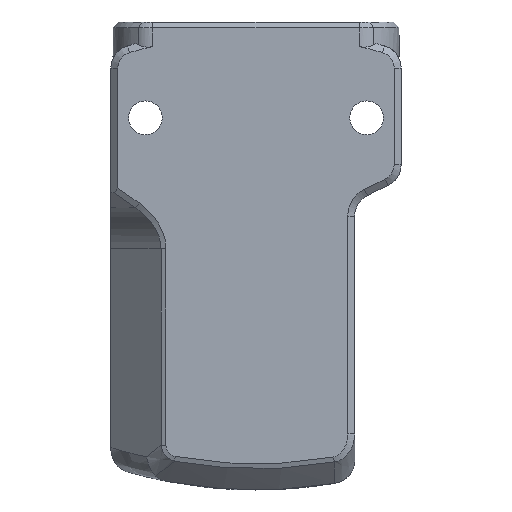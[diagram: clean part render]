
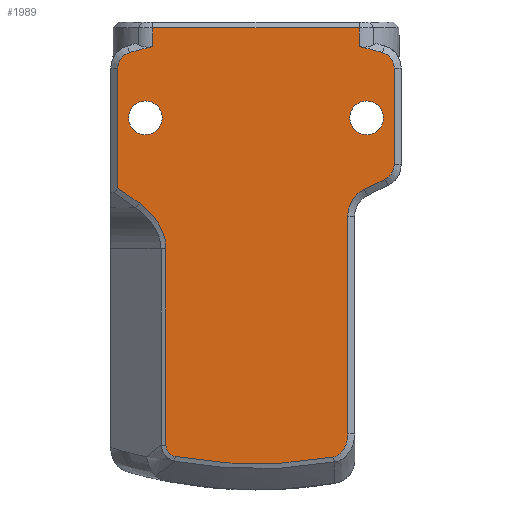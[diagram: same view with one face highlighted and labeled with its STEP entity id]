
A CAD part, front view. The second image highlights one B-rep face of the part: STEP entity #1989.
In plain terms, the highlighted planar face has unit normal (0, -1, 0).
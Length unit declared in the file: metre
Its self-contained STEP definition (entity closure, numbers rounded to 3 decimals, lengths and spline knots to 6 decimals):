
#67=B_SPLINE_CURVE_WITH_KNOTS('',3,(#3101,#3102,#3103,#3104),
 .UNSPECIFIED.,.F.,.F.,(4,4),(0.,1.),.UNSPECIFIED.);
#68=B_SPLINE_CURVE_WITH_KNOTS('',3,(#3108,#3109,#3110,#3111),
 .UNSPECIFIED.,.F.,.F.,(4,4),(0.,1.),.UNSPECIFIED.);
#69=B_SPLINE_CURVE_WITH_KNOTS('',3,(#3115,#3116,#3117,#3118,#3119,#3120),
 .UNSPECIFIED.,.F.,.F.,(4,1,1,4),(0.,0.25,0.5,1.),.UNSPECIFIED.);
#117=CIRCLE('',#2105,0.039463);
#135=CIRCLE('',#2140,0.0014);
#136=CIRCLE('',#2141,0.037814);
#137=CIRCLE('',#2142,0.0026);
#138=CIRCLE('',#2143,0.0014);
#139=CIRCLE('',#2144,0.0014);
#140=CIRCLE('',#2145,0.039463);
#141=CIRCLE('',#2146,0.00145);
#142=CIRCLE('',#2147,0.00145);
#294=ORIENTED_EDGE('',*,*,#871,.T.);
#295=ORIENTED_EDGE('',*,*,#872,.T.);
#296=ORIENTED_EDGE('',*,*,#873,.T.);
#297=ORIENTED_EDGE('',*,*,#782,.T.);
#298=ORIENTED_EDGE('',*,*,#874,.T.);
#299=ORIENTED_EDGE('',*,*,#875,.T.);
#300=ORIENTED_EDGE('',*,*,#876,.T.);
#301=ORIENTED_EDGE('',*,*,#877,.T.);
#302=ORIENTED_EDGE('',*,*,#878,.T.);
#303=ORIENTED_EDGE('',*,*,#879,.T.);
#304=ORIENTED_EDGE('',*,*,#880,.T.);
#305=ORIENTED_EDGE('',*,*,#881,.T.);
#306=ORIENTED_EDGE('',*,*,#882,.T.);
#307=ORIENTED_EDGE('',*,*,#883,.T.);
#308=ORIENTED_EDGE('',*,*,#884,.T.);
#309=ORIENTED_EDGE('',*,*,#885,.T.);
#310=ORIENTED_EDGE('',*,*,#886,.T.);
#311=ORIENTED_EDGE('',*,*,#887,.T.);
#312=ORIENTED_EDGE('',*,*,#888,.T.);
#313=ORIENTED_EDGE('',*,*,#889,.F.);
#314=ORIENTED_EDGE('',*,*,#890,.F.);
#782=EDGE_CURVE('',#1078,#1077,#117,.T.);
#871=EDGE_CURVE('',#1152,#1153,#1324,.F.);
#872=EDGE_CURVE('',#1153,#1154,#1325,.T.);
#873=EDGE_CURVE('',#1154,#1078,#1326,.T.);
#874=EDGE_CURVE('',#1077,#1155,#135,.T.);
#875=EDGE_CURVE('',#1155,#1156,#1327,.T.);
#876=EDGE_CURVE('',#1156,#1157,#1328,.T.);
#877=EDGE_CURVE('',#1157,#1158,#67,.T.);
#878=EDGE_CURVE('',#1158,#1159,#1329,.T.);
#879=EDGE_CURVE('',#1159,#1160,#68,.T.);
#880=EDGE_CURVE('',#1160,#1161,#136,.T.);
#881=EDGE_CURVE('',#1161,#1162,#69,.T.);
#882=EDGE_CURVE('',#1162,#1163,#1330,.T.);
#883=EDGE_CURVE('',#1163,#1164,#137,.F.);
#884=EDGE_CURVE('',#1164,#1165,#1331,.T.);
#885=EDGE_CURVE('',#1165,#1166,#138,.T.);
#886=EDGE_CURVE('',#1166,#1167,#1332,.T.);
#887=EDGE_CURVE('',#1167,#1168,#139,.T.);
#888=EDGE_CURVE('',#1168,#1152,#140,.T.);
#889=EDGE_CURVE('',#1169,#1169,#141,.T.);
#890=EDGE_CURVE('',#1170,#1170,#142,.T.);
#1077=VERTEX_POINT('',#2852);
#1078=VERTEX_POINT('',#2854);
#1152=VERTEX_POINT('',#3090);
#1153=VERTEX_POINT('',#3091);
#1154=VERTEX_POINT('',#3093);
#1155=VERTEX_POINT('',#3096);
#1156=VERTEX_POINT('',#3098);
#1157=VERTEX_POINT('',#3100);
#1158=VERTEX_POINT('',#3105);
#1159=VERTEX_POINT('',#3107);
#1160=VERTEX_POINT('',#3112);
#1161=VERTEX_POINT('',#3114);
#1162=VERTEX_POINT('',#3121);
#1163=VERTEX_POINT('',#3123);
#1164=VERTEX_POINT('',#3125);
#1165=VERTEX_POINT('',#3127);
#1166=VERTEX_POINT('',#3129);
#1167=VERTEX_POINT('',#3131);
#1168=VERTEX_POINT('',#3133);
#1169=VERTEX_POINT('',#3136);
#1170=VERTEX_POINT('',#3138);
#1324=LINE('',#3089,#1513);
#1325=LINE('',#3092,#1514);
#1326=LINE('',#3094,#1515);
#1327=LINE('',#3097,#1516);
#1328=LINE('',#3099,#1517);
#1329=LINE('',#3106,#1518);
#1330=LINE('',#3122,#1519);
#1331=LINE('',#3126,#1520);
#1332=LINE('',#3130,#1521);
#1513=VECTOR('',#2421,1.);
#1514=VECTOR('',#2422,1.);
#1515=VECTOR('',#2423,1.);
#1516=VECTOR('',#2426,1.);
#1517=VECTOR('',#2427,1.);
#1518=VECTOR('',#2428,1.);
#1519=VECTOR('',#2431,1.);
#1520=VECTOR('',#2434,1.);
#1521=VECTOR('',#2437,1.);
#1660=EDGE_LOOP('',(#294,#295,#296,#297,#298,#299,#300,#301,#302,#303,#304,
#305,#306,#307,#308,#309,#310,#311,#312));
#1661=EDGE_LOOP('',(#313));
#1662=EDGE_LOOP('',(#314));
#1793=FACE_BOUND('',#1660,.T.);
#1794=FACE_BOUND('',#1661,.T.);
#1795=FACE_BOUND('',#1662,.T.);
#1917=PLANE('',#2139);
#1989=ADVANCED_FACE('',(#1793,#1794,#1795),#1917,.T.);
#2105=AXIS2_PLACEMENT_3D('',#2853,#2295,#2296);
#2139=AXIS2_PLACEMENT_3D('',#3088,#2419,#2420);
#2140=AXIS2_PLACEMENT_3D('',#3095,#2424,#2425);
#2141=AXIS2_PLACEMENT_3D('',#3113,#2429,#2430);
#2142=AXIS2_PLACEMENT_3D('',#3124,#2432,#2433);
#2143=AXIS2_PLACEMENT_3D('',#3128,#2435,#2436);
#2144=AXIS2_PLACEMENT_3D('',#3132,#2438,#2439);
#2145=AXIS2_PLACEMENT_3D('',#3134,#2440,#2441);
#2146=AXIS2_PLACEMENT_3D('',#3135,#2442,#2443);
#2147=AXIS2_PLACEMENT_3D('',#3137,#2444,#2445);
#2295=DIRECTION('',(0.,-1.,0.));
#2296=DIRECTION('',(0.,0.,-1.));
#2419=DIRECTION('',(0.,-1.,0.));
#2420=DIRECTION('',(0.,0.,-1.));
#2421=DIRECTION('',(0.,0.,-1.));
#2422=DIRECTION('',(-1.,0.,0.));
#2423=DIRECTION('',(0.,0.,-1.));
#2424=DIRECTION('',(0.,-1.,0.));
#2425=DIRECTION('',(0.,0.,-1.));
#2426=DIRECTION('',(0.,0.,-1.));
#2427=DIRECTION('',(0.816,0.,-0.577));
#2428=DIRECTION('',(0.,0.,-1.));
#2429=DIRECTION('',(0.,-1.,0.));
#2430=DIRECTION('',(0.,0.,-1.));
#2431=DIRECTION('',(0.,0.,1.));
#2432=DIRECTION('',(0.,-1.,0.));
#2433=DIRECTION('',(0.,0.,-1.));
#2434=DIRECTION('',(0.894,0.,0.447));
#2435=DIRECTION('',(0.,-1.,0.));
#2436=DIRECTION('',(0.,0.,-1.));
#2437=DIRECTION('',(0.,0.,1.));
#2438=DIRECTION('',(0.,-1.,0.));
#2439=DIRECTION('',(0.,0.,-1.));
#2440=DIRECTION('',(0.,-1.,0.));
#2441=DIRECTION('',(0.,0.,-1.));
#2442=DIRECTION('',(0.,-1.,0.));
#2443=DIRECTION('',(0.,0.,-1.));
#2444=DIRECTION('',(0.,-1.,0.));
#2445=DIRECTION('',(0.,0.,-1.));
#2852=CARTESIAN_POINT('',(-0.010886,-0.02,0.033669));
#2853=CARTESIAN_POINT('',(0.,-0.02,-0.004263));
#2854=CARTESIAN_POINT('',(-0.008882,-0.02,0.034187));
#3088=CARTESIAN_POINT('',(-0.0016,-0.02,0.022802));
#3089=CARTESIAN_POINT('',(0.008882,-0.02,0.022802));
#3090=CARTESIAN_POINT('',(0.008882,-0.02,0.034187));
#3091=CARTESIAN_POINT('',(0.008882,-0.02,0.0358));
#3092=CARTESIAN_POINT('',(-0.0016,-0.02,0.0358));
#3093=CARTESIAN_POINT('',(-0.008882,-0.02,0.0358));
#3094=CARTESIAN_POINT('',(-0.008882,-0.02,0.022802));
#3095=CARTESIAN_POINT('',(-0.0105,-0.02,0.032323));
#3096=CARTESIAN_POINT('',(-0.0119,-0.02,0.032323));
#3097=CARTESIAN_POINT('',(-0.0119,-0.02,0.02201));
#3098=CARTESIAN_POINT('',(-0.0119,-0.02,0.02201));
#3099=CARTESIAN_POINT('',(-0.009871,-0.02,0.020576));
#3100=CARTESIAN_POINT('',(-0.010071,-0.02,0.020717));
#3101=CARTESIAN_POINT('',(-0.010071,-0.02,0.020717));
#3102=CARTESIAN_POINT('',(-0.008597,-0.02,0.019684));
#3103=CARTESIAN_POINT('',(-0.007743,-0.02,0.018226));
#3104=CARTESIAN_POINT('',(-0.007751,-0.02,0.016757));
#3105=CARTESIAN_POINT('',(-0.007751,-0.02,0.016757));
#3106=CARTESIAN_POINT('',(-0.007751,-0.02,0.000011));
#3107=CARTESIAN_POINT('',(-0.007751,-0.02,-0.000135));
#3108=CARTESIAN_POINT('',(-0.007751,-0.02,-0.000135));
#3109=CARTESIAN_POINT('',(-0.007754,-0.02,-0.000645));
#3110=CARTESIAN_POINT('',(-0.007452,-0.02,-0.001016));
#3111=CARTESIAN_POINT('',(-0.006943,-0.02,-0.001109));
#3112=CARTESIAN_POINT('',(-0.006943,-0.02,-0.001109));
#3113=CARTESIAN_POINT('',(0.,-0.02,0.036063));
#3114=CARTESIAN_POINT('',(0.006675,-0.02,-0.001158));
#3115=CARTESIAN_POINT('',(0.006675,-0.02,-0.001158));
#3116=CARTESIAN_POINT('',(0.006874,-0.02,-0.001122));
#3117=CARTESIAN_POINT('',(0.007264,-0.02,-0.000918));
#3118=CARTESIAN_POINT('',(0.007767,-0.02,-0.000219));
#3119=CARTESIAN_POINT('',(0.007898,-0.02,0.000376));
#3120=CARTESIAN_POINT('',(0.0079,-0.02,0.000823));
#3121=CARTESIAN_POINT('',(0.0079,-0.02,0.000823));
#3122=CARTESIAN_POINT('',(0.0079,-0.02,0.019564));
#3123=CARTESIAN_POINT('',(0.0079,-0.02,0.019564));
#3124=CARTESIAN_POINT('',(0.0105,-0.02,0.019564));
#3125=CARTESIAN_POINT('',(0.009337,-0.02,0.021889));
#3126=CARTESIAN_POINT('',(0.011126,-0.02,0.022784));
#3127=CARTESIAN_POINT('',(0.011126,-0.02,0.022784));
#3128=CARTESIAN_POINT('',(0.0105,-0.02,0.024036));
#3129=CARTESIAN_POINT('',(0.0119,-0.02,0.024036));
#3130=CARTESIAN_POINT('',(0.0119,-0.02,0.022802));
#3131=CARTESIAN_POINT('',(0.0119,-0.02,0.032323));
#3132=CARTESIAN_POINT('',(0.0105,-0.02,0.032323));
#3133=CARTESIAN_POINT('',(0.010886,-0.02,0.033669));
#3134=CARTESIAN_POINT('',(0.,-0.02,-0.004263));
#3135=CARTESIAN_POINT('',(0.009525,-0.02,0.02805));
#3136=CARTESIAN_POINT('',(0.009525,-0.02,0.0266));
#3137=CARTESIAN_POINT('',(-0.009525,-0.02,0.02805));
#3138=CARTESIAN_POINT('',(-0.009525,-0.02,0.0266));
